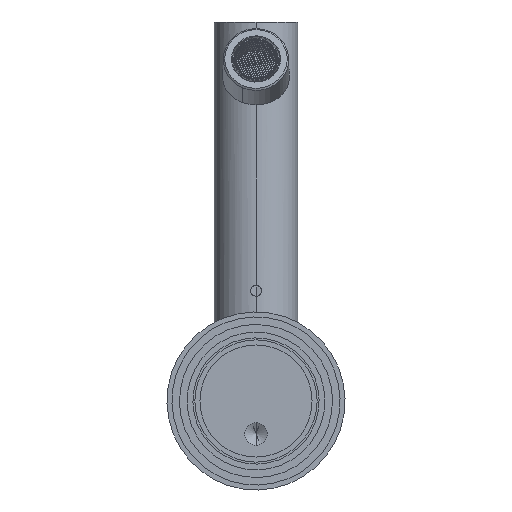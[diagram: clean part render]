
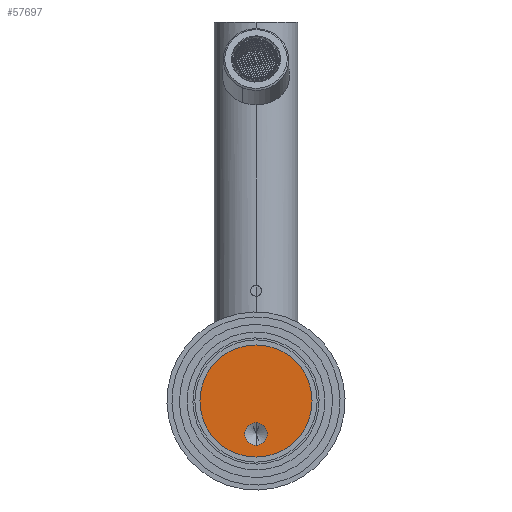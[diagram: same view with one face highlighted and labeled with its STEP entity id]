
A CAD part, front view. The second image highlights one B-rep face of the part: STEP entity #57697.
In plain terms, the highlighted planar face has unit normal (0, -1, 0).
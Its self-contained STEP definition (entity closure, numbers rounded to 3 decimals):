
#952 = DIRECTION ( 'NONE',  ( 0., 0., 1. ) ) ;
#2163 = DIRECTION ( 'NONE',  ( 0., -1., 0. ) ) ;
#8464 = EDGE_CURVE ( 'NONE', #67600, #21757, #78425, .T. ) ;
#10676 = VERTEX_POINT ( 'NONE', #42719 ) ;
#10726 = DIRECTION ( 'NONE',  ( 0., -1., 0. ) ) ;
#12018 = AXIS2_PLACEMENT_3D ( 'NONE', #71607, #2163, #952 ) ;
#15184 = DIRECTION ( 'NONE',  ( 0., -1., 0. ) ) ;
#15317 = ORIENTED_EDGE ( 'NONE', *, *, #8464, .T. ) ;
#17142 = ORIENTED_EDGE ( 'NONE', *, *, #67344, .T. ) ;
#21757 = VERTEX_POINT ( 'NONE', #53233 ) ;
#23416 = FACE_OUTER_BOUND ( 'NONE', #33251, .T. ) ;
#27517 = AXIS2_PLACEMENT_3D ( 'NONE', #71969, #10726, #72802 ) ;
#27896 = CARTESIAN_POINT ( 'NONE',  ( 0., 57.5, -10. ) ) ;
#27996 = DIRECTION ( 'NONE',  ( 0., -1., 0. ) ) ;
#28826 = CARTESIAN_POINT ( 'NONE',  ( 0., 57.5, 0. ) ) ;
#33251 = EDGE_LOOP ( 'NONE', ( #15317, #17142 ) ) ;
#34290 = EDGE_LOOP ( 'NONE', ( #41269, #62114 ) ) ;
#34743 = CARTESIAN_POINT ( 'NONE',  ( 0., 57.5, -13.4 ) ) ;
#41269 = ORIENTED_EDGE ( 'NONE', *, *, #58053, .F. ) ;
#42719 = CARTESIAN_POINT ( 'NONE',  ( 0., 57.5, -6.6 ) ) ;
#46113 = CIRCLE ( 'NONE', #27517, 3.4 ) ;
#46773 = DIRECTION ( 'NONE',  ( 0., 0., 1. ) ) ;
#50884 = CARTESIAN_POINT ( 'NONE',  ( 0., 57.5, 17. ) ) ;
#53233 = CARTESIAN_POINT ( 'NONE',  ( 0., 57.5, -17. ) ) ;
#54095 = DIRECTION ( 'NONE',  ( 0., 0., 1. ) ) ;
#55018 = FACE_BOUND ( 'NONE', #34290, .T. ) ;
#56495 = VERTEX_POINT ( 'NONE', #34743 ) ;
#57697 = ADVANCED_FACE ( 'NONE', ( #55018, #23416 ), #59615, .T. ) ;
#58053 = EDGE_CURVE ( 'NONE', #10676, #56495, #46113, .T. ) ;
#59516 = DIRECTION ( 'NONE',  ( 0., -1., 0. ) ) ;
#59615 = PLANE ( 'NONE',  #72584 ) ;
#60017 = DIRECTION ( 'NONE',  ( -1., 0., 0. ) ) ;
#62114 = ORIENTED_EDGE ( 'NONE', *, *, #79646, .F. ) ;
#63201 = AXIS2_PLACEMENT_3D ( 'NONE', #72955, #15184, #46773 ) ;
#65792 = CIRCLE ( 'NONE', #63201, 17. ) ;
#67344 = EDGE_CURVE ( 'NONE', #21757, #67600, #65792, .T. ) ;
#67382 = CIRCLE ( 'NONE', #76663, 3.4 ) ;
#67600 = VERTEX_POINT ( 'NONE', #50884 ) ;
#71607 = CARTESIAN_POINT ( 'NONE',  ( 0., 57.5, 0. ) ) ;
#71969 = CARTESIAN_POINT ( 'NONE',  ( 0., 57.5, -10. ) ) ;
#72584 = AXIS2_PLACEMENT_3D ( 'NONE', #28826, #27996, #60017 ) ;
#72802 = DIRECTION ( 'NONE',  ( 0., 0., 1. ) ) ;
#72955 = CARTESIAN_POINT ( 'NONE',  ( 0., 57.5, 0. ) ) ;
#76663 = AXIS2_PLACEMENT_3D ( 'NONE', #27896, #59516, #54095 ) ;
#78425 = CIRCLE ( 'NONE', #12018, 17. ) ;
#79646 = EDGE_CURVE ( 'NONE', #56495, #10676, #67382, .T. ) ;
